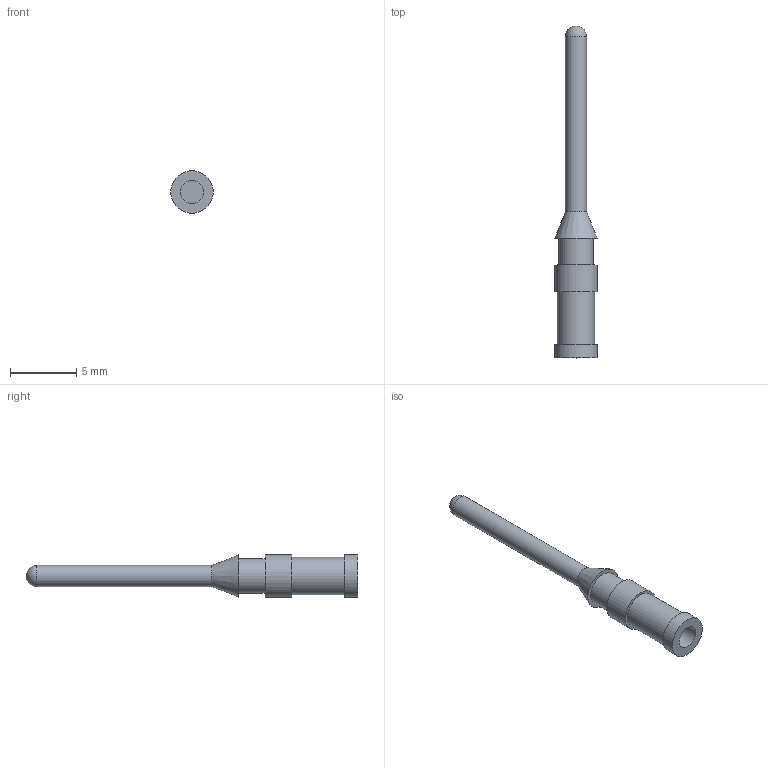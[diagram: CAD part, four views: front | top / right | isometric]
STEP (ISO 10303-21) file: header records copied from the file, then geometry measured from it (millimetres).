
FILE_DESCRIPTION(/* description */ (''),/* implementation_level */ '2;1');
FILE_NAME(/* name */ '100105289ugm000_b.stp',/* time_stamp */ '2017-09-28T17:06:03+02:00',/* author */ (''),/* organization */ (''),/* preprocessor_version */ 'ST-DEVELOPER v16',/* originating_system */ 'SIEMENS PLM Software NX 10.0',/* authorisation */ '');
FILE_SCHEMA (('AUTOMOTIVE_DESIGN { 1 0 10303 214 3 1 1 1 }'));
Length unit declared in the file: millimetre
Products named in the file (1): 100105289ugm000_b
Bounding box: 3.2 x 25 x 3.2 mm (x, y, z)
Volume: 77.1 mm3; surface area: 229.6 mm2
Topology: 1 solids, 1 shells, 14 faces, 22 edges, 16 vertices
Faces by surface type: plane 6, cylinder 6, cone 1, sphere 1
Full cylindrical faces by diameter (mm): 1.6 x1, 1.75 x1, 2.6 x1, 2.8 x1, 3.2 x2
Entity records: 323 total; most frequent: DIRECTION 56, CARTESIAN_POINT 43, AXIS2_PLACEMENT_3D 28, EDGE_LOOP 26, ORIENTED_EDGE 26, FACE_BOUND 24, ADVANCED_FACE 14, VERTEX_POINT 13
